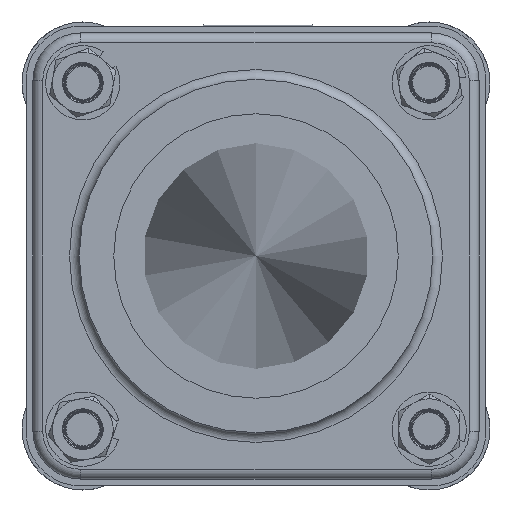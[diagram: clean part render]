
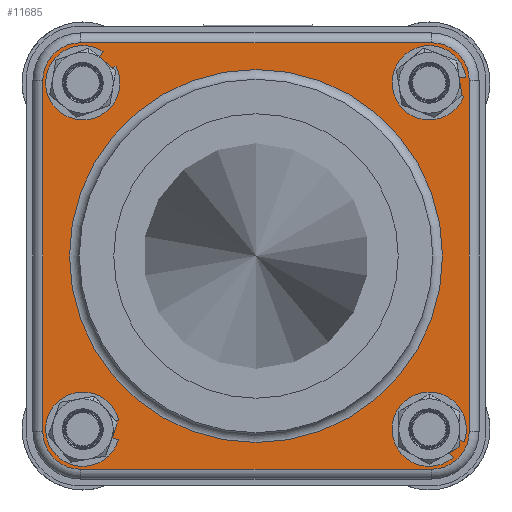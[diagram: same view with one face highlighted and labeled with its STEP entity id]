
A CAD part, front view. The second image highlights one B-rep face of the part: STEP entity #11685.
In plain terms, the highlighted face is planar.
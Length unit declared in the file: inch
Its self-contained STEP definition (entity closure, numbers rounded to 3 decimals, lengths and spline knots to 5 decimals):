
#193=FACE_BOUND('',#2367,.T.);
#194=FACE_BOUND('',#2368,.T.);
#195=FACE_BOUND('',#2369,.T.);
#196=FACE_BOUND('',#2370,.T.);
#197=FACE_BOUND('',#2371,.T.);
#464=PLANE('',#12759);
#991=CIRCLE('',#12757,1.725);
#992=CIRCLE('',#12758,1.725);
#993=CIRCLE('',#12760,0.35);
#994=CIRCLE('',#12761,0.35);
#995=CIRCLE('',#12762,0.35);
#996=CIRCLE('',#12763,0.35);
#997=CIRCLE('',#12764,0.219);
#998=CIRCLE('',#12765,0.219);
#999=CIRCLE('',#12766,0.219);
#1000=CIRCLE('',#12767,0.219);
#1647=FACE_OUTER_BOUND('',#2366,.T.);
#2366=EDGE_LOOP('',(#9328,#9329,#9330,#9331,#9332,#9333,#9334,#9335));
#2367=EDGE_LOOP('',(#9336));
#2368=EDGE_LOOP('',(#9337));
#2369=EDGE_LOOP('',(#9338));
#2370=EDGE_LOOP('',(#9339));
#2371=EDGE_LOOP('',(#9340,#9341));
#3570=LINE('',#23850,#4304);
#3571=LINE('',#23854,#4305);
#3572=LINE('',#23858,#4306);
#3573=LINE('',#23862,#4307);
#4304=VECTOR('',#14887,0.3937);
#4305=VECTOR('',#14890,0.3937);
#4306=VECTOR('',#14893,0.3937);
#4307=VECTOR('',#14896,0.3937);
#5236=VERTEX_POINT('',#23842);
#5237=VERTEX_POINT('',#23844);
#5238=VERTEX_POINT('',#23848);
#5239=VERTEX_POINT('',#23849);
#5240=VERTEX_POINT('',#23851);
#5241=VERTEX_POINT('',#23853);
#5242=VERTEX_POINT('',#23855);
#5243=VERTEX_POINT('',#23857);
#5244=VERTEX_POINT('',#23859);
#5245=VERTEX_POINT('',#23861);
#5246=VERTEX_POINT('',#23864);
#5247=VERTEX_POINT('',#23866);
#5248=VERTEX_POINT('',#23868);
#5249=VERTEX_POINT('',#23870);
#6701=EDGE_CURVE('',#5236,#5237,#991,.T.);
#6702=EDGE_CURVE('',#5237,#5236,#992,.T.);
#6703=EDGE_CURVE('',#5238,#5239,#3570,.T.);
#6704=EDGE_CURVE('',#5240,#5238,#993,.T.);
#6705=EDGE_CURVE('',#5241,#5240,#3571,.T.);
#6706=EDGE_CURVE('',#5242,#5241,#994,.T.);
#6707=EDGE_CURVE('',#5243,#5242,#3572,.T.);
#6708=EDGE_CURVE('',#5244,#5243,#995,.T.);
#6709=EDGE_CURVE('',#5245,#5244,#3573,.T.);
#6710=EDGE_CURVE('',#5239,#5245,#996,.T.);
#6711=EDGE_CURVE('',#5246,#5246,#997,.T.);
#6712=EDGE_CURVE('',#5247,#5247,#998,.T.);
#6713=EDGE_CURVE('',#5248,#5248,#999,.T.);
#6714=EDGE_CURVE('',#5249,#5249,#1000,.T.);
#9328=ORIENTED_EDGE('',*,*,#6703,.F.);
#9329=ORIENTED_EDGE('',*,*,#6704,.F.);
#9330=ORIENTED_EDGE('',*,*,#6705,.F.);
#9331=ORIENTED_EDGE('',*,*,#6706,.F.);
#9332=ORIENTED_EDGE('',*,*,#6707,.F.);
#9333=ORIENTED_EDGE('',*,*,#6708,.F.);
#9334=ORIENTED_EDGE('',*,*,#6709,.F.);
#9335=ORIENTED_EDGE('',*,*,#6710,.F.);
#9336=ORIENTED_EDGE('',*,*,#6711,.T.);
#9337=ORIENTED_EDGE('',*,*,#6712,.T.);
#9338=ORIENTED_EDGE('',*,*,#6713,.T.);
#9339=ORIENTED_EDGE('',*,*,#6714,.T.);
#9340=ORIENTED_EDGE('',*,*,#6702,.F.);
#9341=ORIENTED_EDGE('',*,*,#6701,.F.);
#11685=ADVANCED_FACE('',(#1647,#193,#194,#195,#196,#197),#464,.T.);
#12757=AXIS2_PLACEMENT_3D('',#23845,#14881,#14882);
#12758=AXIS2_PLACEMENT_3D('',#23846,#14883,#14884);
#12759=AXIS2_PLACEMENT_3D('',#23847,#14885,#14886);
#12760=AXIS2_PLACEMENT_3D('',#23852,#14888,#14889);
#12761=AXIS2_PLACEMENT_3D('',#23856,#14891,#14892);
#12762=AXIS2_PLACEMENT_3D('',#23860,#14894,#14895);
#12763=AXIS2_PLACEMENT_3D('',#23863,#14897,#14898);
#12764=AXIS2_PLACEMENT_3D('',#23865,#14899,#14900);
#12765=AXIS2_PLACEMENT_3D('',#23867,#14901,#14902);
#12766=AXIS2_PLACEMENT_3D('',#23869,#14903,#14904);
#12767=AXIS2_PLACEMENT_3D('',#23871,#14905,#14906);
#14881=DIRECTION('center_axis',(0.,1.,0.));
#14882=DIRECTION('ref_axis',(1.,0.,0.));
#14883=DIRECTION('center_axis',(0.,1.,0.));
#14884=DIRECTION('ref_axis',(1.,0.,0.));
#14885=DIRECTION('center_axis',(0.,1.,0.));
#14886=DIRECTION('ref_axis',(0.,0.,1.));
#14887=DIRECTION('',(0.,0.,-1.));
#14888=DIRECTION('center_axis',(0.,-1.,0.));
#14889=DIRECTION('ref_axis',(-0.707,0.,0.707));
#14890=DIRECTION('',(-1.,0.,0.));
#14891=DIRECTION('center_axis',(0.,-1.,0.));
#14892=DIRECTION('ref_axis',(0.707,0.,0.707));
#14893=DIRECTION('',(0.,0.,1.));
#14894=DIRECTION('center_axis',(0.,-1.,0.));
#14895=DIRECTION('ref_axis',(0.707,0.,-0.707));
#14896=DIRECTION('',(1.,0.,0.));
#14897=DIRECTION('center_axis',(0.,-1.,0.));
#14898=DIRECTION('ref_axis',(-0.707,0.,-0.707));
#14899=DIRECTION('center_axis',(0.,-1.,0.));
#14900=DIRECTION('ref_axis',(1.,0.,0.));
#14901=DIRECTION('center_axis',(0.,-1.,0.));
#14902=DIRECTION('ref_axis',(1.,0.,0.));
#14903=DIRECTION('center_axis',(0.,-1.,0.));
#14904=DIRECTION('ref_axis',(1.,0.,0.));
#14905=DIRECTION('center_axis',(0.,-1.,0.));
#14906=DIRECTION('ref_axis',(1.,0.,0.));
#23842=CARTESIAN_POINT('',(0.,0.72,1.725));
#23844=CARTESIAN_POINT('',(-1.725,0.72,0.));
#23845=CARTESIAN_POINT('Origin',(0.,0.72,0.));
#23846=CARTESIAN_POINT('Origin',(0.,0.72,0.));
#23847=CARTESIAN_POINT('Origin',(0.,0.72,0.));
#23848=CARTESIAN_POINT('',(-1.9725,0.72,1.6225));
#23849=CARTESIAN_POINT('',(-1.9725,0.72,-1.6225));
#23850=CARTESIAN_POINT('',(-1.9725,0.72,1.03125));
#23851=CARTESIAN_POINT('',(-1.6225,0.72,1.9725));
#23852=CARTESIAN_POINT('Origin',(-1.6225,0.72,1.6225));
#23853=CARTESIAN_POINT('',(1.6225,0.72,1.9725));
#23854=CARTESIAN_POINT('',(1.03125,0.72,1.9725));
#23855=CARTESIAN_POINT('',(1.9725,0.72,1.6225));
#23856=CARTESIAN_POINT('Origin',(1.6225,0.72,1.6225));
#23857=CARTESIAN_POINT('',(1.9725,0.72,-1.6225));
#23858=CARTESIAN_POINT('',(1.9725,0.72,-1.03125));
#23859=CARTESIAN_POINT('',(1.6225,0.72,-1.9725));
#23860=CARTESIAN_POINT('Origin',(1.6225,0.72,-1.6225));
#23861=CARTESIAN_POINT('',(-1.6225,0.72,-1.9725));
#23862=CARTESIAN_POINT('',(-1.03125,0.72,-1.9725));
#23863=CARTESIAN_POINT('Origin',(-1.6225,0.72,-1.6225));
#23864=CARTESIAN_POINT('',(1.38295,0.72,-1.60195));
#23865=CARTESIAN_POINT('Origin',(1.60195,0.72,-1.60195));
#23866=CARTESIAN_POINT('',(-1.82095,0.72,-1.60195));
#23867=CARTESIAN_POINT('Origin',(-1.60195,0.72,-1.60195));
#23868=CARTESIAN_POINT('',(-1.82095,0.72,1.60195));
#23869=CARTESIAN_POINT('Origin',(-1.60195,0.72,1.60195));
#23870=CARTESIAN_POINT('',(1.38295,0.72,1.60195));
#23871=CARTESIAN_POINT('Origin',(1.60195,0.72,1.60195));
